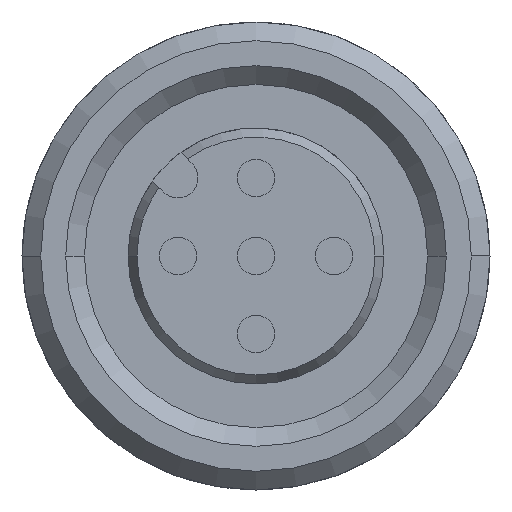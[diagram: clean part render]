
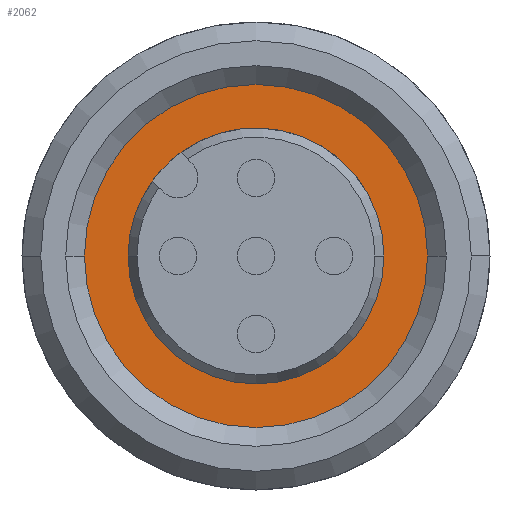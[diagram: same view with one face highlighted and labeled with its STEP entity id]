
A CAD part, left-side view. The second image highlights one B-rep face of the part: STEP entity #2062.
In plain terms, the highlighted planar face has unit normal (-1, 0, 0).
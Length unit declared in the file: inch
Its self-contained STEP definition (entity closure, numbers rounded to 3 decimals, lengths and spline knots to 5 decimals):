
#22 = PLANE ( 'NONE',  #2385 ) ;
#41 = CARTESIAN_POINT ( 'NONE',  ( -0.16535, 0., 0. ) ) ;
#92 = DIRECTION ( 'NONE',  ( 0., -1., 0. ) ) ;
#218 = ORIENTED_EDGE ( 'NONE', *, *, #1543, .T. ) ;
#362 = VERTEX_POINT ( 'NONE', #2887 ) ;
#402 = DIRECTION ( 'NONE',  ( 1., 0., 0. ) ) ;
#417 = EDGE_CURVE ( 'NONE', #1100, #2620, #1451, .T. ) ;
#462 = DIRECTION ( 'NONE',  ( 0., 0., 1. ) ) ;
#668 = DIRECTION ( 'NONE',  ( 0., -1., 0. ) ) ;
#710 = ORIENTED_EDGE ( 'NONE', *, *, #1023, .T. ) ;
#736 = CIRCLE ( 'NONE', #1035, 0.21654 ) ;
#899 = DIRECTION ( 'NONE',  ( -1., 0., 0. ) ) ;
#952 = FACE_BOUND ( 'NONE', #1346, .T. ) ;
#984 = CIRCLE ( 'NONE', #2685, 0.21654 ) ;
#1023 = EDGE_CURVE ( 'NONE', #2620, #1100, #3021, .T. ) ;
#1035 = AXIS2_PLACEMENT_3D ( 'NONE', #41, #2119, #2368 ) ;
#1052 = VERTEX_POINT ( 'NONE', #2436 ) ;
#1100 = VERTEX_POINT ( 'NONE', #2664 ) ;
#1139 = DIRECTION ( 'NONE',  ( 1., 0., 0. ) ) ;
#1172 = CARTESIAN_POINT ( 'NONE',  ( -0.16535, 0., -0.18898 ) ) ;
#1255 = EDGE_CURVE ( 'NONE', #1052, #362, #736, .T. ) ;
#1346 = EDGE_LOOP ( 'NONE', ( #710, #2848 ) ) ;
#1451 = CIRCLE ( 'NONE', #2583, 0.16142 ) ;
#1543 = EDGE_CURVE ( 'NONE', #362, #1052, #984, .T. ) ;
#1593 = CARTESIAN_POINT ( 'NONE',  ( -0.16535, 0., 0. ) ) ;
#1790 = EDGE_LOOP ( 'NONE', ( #218, #2938 ) ) ;
#1984 = CARTESIAN_POINT ( 'NONE',  ( -0.16535, -0.16142, 0. ) ) ;
#2062 = ADVANCED_FACE ( 'NONE', ( #952, #2331 ), #22, .T. ) ;
#2119 = DIRECTION ( 'NONE',  ( -1., 0., 0. ) ) ;
#2184 = CARTESIAN_POINT ( 'NONE',  ( -0.16535, 0., 0. ) ) ;
#2331 = FACE_OUTER_BOUND ( 'NONE', #1790, .T. ) ;
#2368 = DIRECTION ( 'NONE',  ( 0., -1., 0. ) ) ;
#2385 = AXIS2_PLACEMENT_3D ( 'NONE', #1172, #2578, #462 ) ;
#2436 = CARTESIAN_POINT ( 'NONE',  ( -0.16535, 0.21654, 0. ) ) ;
#2443 = AXIS2_PLACEMENT_3D ( 'NONE', #2184, #402, #92 ) ;
#2557 = DIRECTION ( 'NONE',  ( 0., -1., 0. ) ) ;
#2578 = DIRECTION ( 'NONE',  ( -1., 0., 0. ) ) ;
#2583 = AXIS2_PLACEMENT_3D ( 'NONE', #1593, #1139, #2557 ) ;
#2620 = VERTEX_POINT ( 'NONE', #1984 ) ;
#2664 = CARTESIAN_POINT ( 'NONE',  ( -0.16535, 0.16142, 0. ) ) ;
#2685 = AXIS2_PLACEMENT_3D ( 'NONE', #2776, #899, #668 ) ;
#2776 = CARTESIAN_POINT ( 'NONE',  ( -0.16535, 0., 0. ) ) ;
#2848 = ORIENTED_EDGE ( 'NONE', *, *, #417, .T. ) ;
#2887 = CARTESIAN_POINT ( 'NONE',  ( -0.16535, -0.21654, 0. ) ) ;
#2938 = ORIENTED_EDGE ( 'NONE', *, *, #1255, .T. ) ;
#3021 = CIRCLE ( 'NONE', #2443, 0.16142 ) ;
